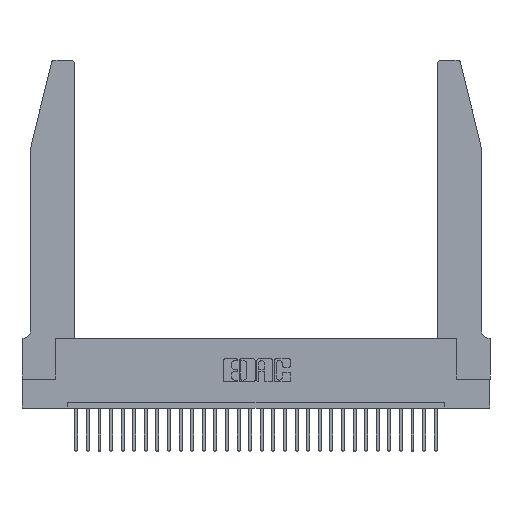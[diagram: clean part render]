
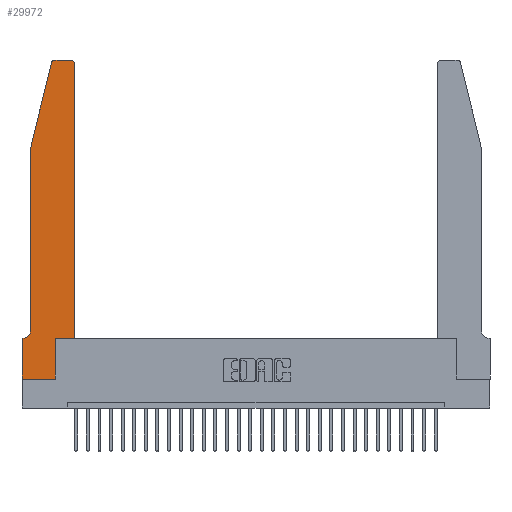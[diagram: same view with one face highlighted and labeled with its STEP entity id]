
A CAD part, top view. The second image highlights one B-rep face of the part: STEP entity #29972.
In plain terms, the highlighted planar face has unit normal (0, 0, 1).
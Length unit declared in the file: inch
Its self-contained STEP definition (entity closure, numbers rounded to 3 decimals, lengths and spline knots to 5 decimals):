
#5 = AXIS2_PLACEMENT_3D ( 'NONE', #22911, #6342, #4198 ) ;
#91 = DIRECTION ( 'NONE',  ( 1., 0., 0. ) ) ;
#791 = VECTOR ( 'NONE', #22172, 39.37008 ) ;
#803 = DIRECTION ( 'NONE',  ( 1., 0., 0. ) ) ;
#1215 = DIRECTION ( 'NONE',  ( 1., 0., 0. ) ) ;
#1424 = LINE ( 'NONE', #15274, #25508 ) ;
#1609 = EDGE_CURVE ( 'NONE', #7823, #21853, #26789, .T. ) ;
#2318 = EDGE_CURVE ( 'NONE', #8366, #23982, #19793, .T. ) ;
#2406 = DIRECTION ( 'NONE',  ( 0., 0., 1. ) ) ;
#2413 = DIRECTION ( 'NONE',  ( 0., -1., 0. ) ) ;
#2619 = VECTOR ( 'NONE', #2413, 39.37008 ) ;
#2868 = EDGE_CURVE ( 'NONE', #21853, #7256, #25239, .T. ) ;
#2908 = CARTESIAN_POINT ( 'NONE',  ( 0., 0., 0.37 ) ) ;
#3159 = ORIENTED_EDGE ( 'NONE', *, *, #2868, .T. ) ;
#3222 = ORIENTED_EDGE ( 'NONE', *, *, #2318, .T. ) ;
#3708 = VERTEX_POINT ( 'NONE', #10738 ) ;
#4198 = DIRECTION ( 'NONE',  ( 1., 0., 0. ) ) ;
#4712 = CARTESIAN_POINT ( 'NONE',  ( 0.0755, 0.42, 0.37 ) ) ;
#5026 = LINE ( 'NONE', #10175, #13072 ) ;
#5029 = DIRECTION ( 'NONE',  ( 0., 0., 1. ) ) ;
#5279 = VERTEX_POINT ( 'NONE', #18600 ) ;
#5784 = AXIS2_PLACEMENT_3D ( 'NONE', #12025, #18677, #9586 ) ;
#6342 = DIRECTION ( 'NONE',  ( 0., 0., 1. ) ) ;
#6948 = CARTESIAN_POINT ( 'NONE',  ( 0., 0.35, 0.37 ) ) ;
#7076 = PLANE ( 'NONE',  #24300 ) ;
#7173 = CARTESIAN_POINT ( 'NONE',  ( 0.0755, 2., 0.37 ) ) ;
#7256 = VERTEX_POINT ( 'NONE', #6948 ) ;
#7452 = ORIENTED_EDGE ( 'NONE', *, *, #15664, .T. ) ;
#7574 = FACE_OUTER_BOUND ( 'NONE', #28463, .T. ) ;
#7823 = VERTEX_POINT ( 'NONE', #4712 ) ;
#8217 = ORIENTED_EDGE ( 'NONE', *, *, #10975, .T. ) ;
#8366 = VERTEX_POINT ( 'NONE', #13965 ) ;
#8905 = EDGE_CURVE ( 'NONE', #13238, #8366, #16268, .T. ) ;
#8935 = LINE ( 'NONE', #25301, #25741 ) ;
#9126 = DIRECTION ( 'NONE',  ( -1., 0., 0. ) ) ;
#9586 = DIRECTION ( 'NONE',  ( -1., 0., 0. ) ) ;
#9840 = CARTESIAN_POINT ( 'NONE',  ( 0.4205, 2.75, 0.37 ) ) ;
#10175 = CARTESIAN_POINT ( 'NONE',  ( 0.0755, 2., 0.37 ) ) ;
#10738 = CARTESIAN_POINT ( 'NONE',  ( 0.2865, 0.35, 0.37 ) ) ;
#10975 = EDGE_CURVE ( 'NONE', #27308, #25041, #25323, .T. ) ;
#11016 = EDGE_CURVE ( 'NONE', #22780, #5279, #23876, .T. ) ;
#11738 = ORIENTED_EDGE ( 'NONE', *, *, #14551, .T. ) ;
#12025 = CARTESIAN_POINT ( 'NONE',  ( 0.0055, 0.42, 0.37 ) ) ;
#12188 = CARTESIAN_POINT ( 'NONE',  ( 0.0055, 0.35, 0.37 ) ) ;
#12308 = DIRECTION ( 'NONE',  ( 0., 1., 0. ) ) ;
#12341 = CARTESIAN_POINT ( 'NONE',  ( 0.2865, 0., 0.37 ) ) ;
#13044 = CIRCLE ( 'NONE', #15436, 0.03 ) ;
#13072 = VECTOR ( 'NONE', #26104, 39.37008 ) ;
#13229 = EDGE_CURVE ( 'NONE', #13305, #7823, #27441, .T. ) ;
#13238 = VERTEX_POINT ( 'NONE', #9840 ) ;
#13305 = VERTEX_POINT ( 'NONE', #14125 ) ;
#13316 = CARTESIAN_POINT ( 'NONE',  ( 0., 0., 0.37 ) ) ;
#13547 = DIRECTION ( 'NONE',  ( 0., 1., 0. ) ) ;
#13965 = CARTESIAN_POINT ( 'NONE',  ( 0.284, 2.75, 0.37 ) ) ;
#14125 = CARTESIAN_POINT ( 'NONE',  ( 0.0755, 2., 0.37 ) ) ;
#14327 = CARTESIAN_POINT ( 'NONE',  ( 0., 0.35, 0.37 ) ) ;
#14415 = EDGE_CURVE ( 'NONE', #23982, #13305, #5026, .T. ) ;
#14449 = VECTOR ( 'NONE', #9126, 39.37008 ) ;
#14551 = EDGE_CURVE ( 'NONE', #7256, #27308, #18951, .T. ) ;
#14592 = EDGE_CURVE ( 'NONE', #3708, #22780, #1424, .T. ) ;
#15274 = CARTESIAN_POINT ( 'NONE',  ( 0.4505, 0.35, 0.37 ) ) ;
#15436 = AXIS2_PLACEMENT_3D ( 'NONE', #17017, #5029, #19356 ) ;
#15575 = ORIENTED_EDGE ( 'NONE', *, *, #14415, .T. ) ;
#15664 = EDGE_CURVE ( 'NONE', #5279, #13238, #13044, .T. ) ;
#16268 = LINE ( 'NONE', #29863, #14449 ) ;
#17017 = CARTESIAN_POINT ( 'NONE',  ( 0.4205, 2.72, 0.37 ) ) ;
#17655 = VECTOR ( 'NONE', #12308, 39.37008 ) ;
#18600 = CARTESIAN_POINT ( 'NONE',  ( 0.4505, 2.72, 0.37 ) ) ;
#18677 = DIRECTION ( 'NONE',  ( 0., 0., -1. ) ) ;
#18951 = LINE ( 'NONE', #29363, #22239 ) ;
#19083 = ORIENTED_EDGE ( 'NONE', *, *, #13229, .T. ) ;
#19356 = DIRECTION ( 'NONE',  ( 1., 0., 0. ) ) ;
#19508 = EDGE_CURVE ( 'NONE', #25041, #3708, #8935, .T. ) ;
#19793 = CIRCLE ( 'NONE', #5, 0.03 ) ;
#21853 = VERTEX_POINT ( 'NONE', #12188 ) ;
#21916 = CARTESIAN_POINT ( 'NONE',  ( 0.4505, 0.35, 0.37 ) ) ;
#22172 = DIRECTION ( 'NONE',  ( -1., 0., 0. ) ) ;
#22239 = VECTOR ( 'NONE', #29247, 39.37008 ) ;
#22364 = VECTOR ( 'NONE', #803, 39.37008 ) ;
#22570 = CARTESIAN_POINT ( 'NONE',  ( 0.0755, 0.35, 0.37 ) ) ;
#22658 = CARTESIAN_POINT ( 'NONE',  ( 0.4505, 0.35, 0.37 ) ) ;
#22780 = VERTEX_POINT ( 'NONE', #22658 ) ;
#22911 = CARTESIAN_POINT ( 'NONE',  ( 0.284, 2.72, 0.37 ) ) ;
#23876 = LINE ( 'NONE', #21916, #17655 ) ;
#23982 = VERTEX_POINT ( 'NONE', #25871 ) ;
#24300 = AXIS2_PLACEMENT_3D ( 'NONE', #14327, #2406, #91 ) ;
#24685 = ORIENTED_EDGE ( 'NONE', *, *, #11016, .T. ) ;
#25041 = VERTEX_POINT ( 'NONE', #12341 ) ;
#25239 = LINE ( 'NONE', #22570, #791 ) ;
#25301 = CARTESIAN_POINT ( 'NONE',  ( 0.2865, 0.35, 0.37 ) ) ;
#25323 = LINE ( 'NONE', #2908, #22364 ) ;
#25508 = VECTOR ( 'NONE', #1215, 39.37008 ) ;
#25682 = ORIENTED_EDGE ( 'NONE', *, *, #19508, .T. ) ;
#25741 = VECTOR ( 'NONE', #13547, 39.37008 ) ;
#25871 = CARTESIAN_POINT ( 'NONE',  ( 0.25487, 2.72718, 0.37 ) ) ;
#26104 = DIRECTION ( 'NONE',  ( -0.239, -0.971, 0. ) ) ;
#26390 = ORIENTED_EDGE ( 'NONE', *, *, #14592, .T. ) ;
#26789 = CIRCLE ( 'NONE', #5784, 0.07 ) ;
#27308 = VERTEX_POINT ( 'NONE', #13316 ) ;
#27441 = LINE ( 'NONE', #7173, #2619 ) ;
#28463 = EDGE_LOOP ( 'NONE', ( #29166, #3222, #15575, #19083, #29670, #3159, #11738, #8217, #25682, #26390, #24685, #7452 ) ) ;
#29166 = ORIENTED_EDGE ( 'NONE', *, *, #8905, .T. ) ;
#29247 = DIRECTION ( 'NONE',  ( 0., -1., 0. ) ) ;
#29363 = CARTESIAN_POINT ( 'NONE',  ( 0., 0., 0.37 ) ) ;
#29670 = ORIENTED_EDGE ( 'NONE', *, *, #1609, .T. ) ;
#29863 = CARTESIAN_POINT ( 'NONE',  ( 0.2605, 2.75, 0.37 ) ) ;
#29972 = ADVANCED_FACE ( 'NONE', ( #7574 ), #7076, .T. ) ;
